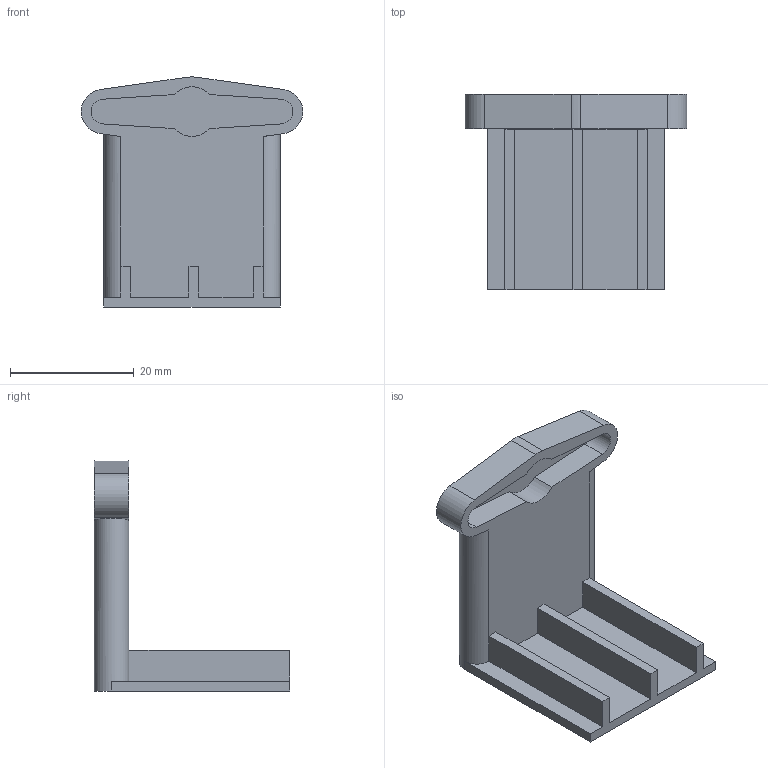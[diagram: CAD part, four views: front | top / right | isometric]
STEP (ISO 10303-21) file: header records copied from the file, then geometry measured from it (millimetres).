
FILE_DESCRIPTION(/* description */ (''),/* implementation_level */ '2;1');
FILE_NAME(/* name */ 'ServoBarMount.step',/* time_stamp */ '2021-12-03T09:15:10-07:00',/* author */ (''),/* organization */ (''),/* preprocessor_version */ 'ST-DEVELOPER v18.1',/* originating_system */ 'Autodesk Translation Framework v10.10.0.1391',/* authorisation */ '');
FILE_SCHEMA (('AUTOMOTIVE_DESIGN { 1 0 10303 214 3 1 1 }'));
Length unit declared in the file: millimetre
Products named in the file (1): Servo Bar Mount
Bounding box: 35.77 x 31.6 x 37.19 mm (x, y, z)
Volume: 7013 mm3; surface area: 5427.8 mm2
Topology: 1 solids, 1 shells, 37 faces, 100 edges, 66 vertices
Faces by surface type: plane 28, cylinder 9
Entity records: 1191 total; most frequent: CARTESIAN_POINT 204, ORIENTED_EDGE 200, DIRECTION 196, EDGE_CURVE 100, LINE 80, VECTOR 80, VERTEX_POINT 66, AXIS2_PLACEMENT_3D 58
